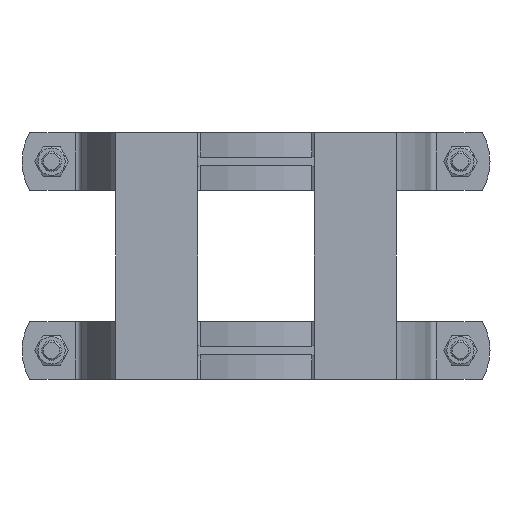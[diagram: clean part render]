
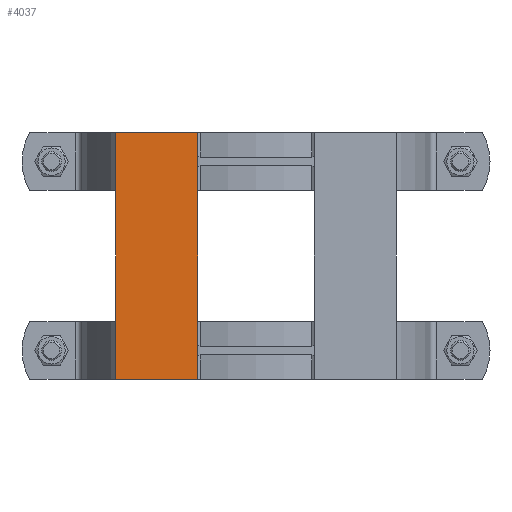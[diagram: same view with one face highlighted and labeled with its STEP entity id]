
A CAD part, left-side view. The second image highlights one B-rep face of the part: STEP entity #4037.
In plain terms, the highlighted planar face has unit normal (-1, 0, 0).
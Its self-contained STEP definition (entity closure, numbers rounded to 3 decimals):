
#966=CARTESIAN_POINT('',(-28.122,-28.122,300.0));
#967=VERTEX_POINT('',#966);
#974=CARTESIAN_POINT('',(-28.122,-28.122,0.0));
#975=VERTEX_POINT('',#974);
#976=CARTESIAN_POINT('',(-28.122,-28.122,0.0));
#977=DIRECTION('',(0.0,0.0,1.0));
#978=VECTOR('',#977,300.0);
#979=LINE('',#976,#978);
#980=EDGE_CURVE('',#975,#967,#979,.T.);
#2890=CARTESIAN_POINT('',(-28.122,71.878,300.0));
#2891=VERTEX_POINT('',#2890);
#2898=CARTESIAN_POINT('',(-28.122,-28.122,300.0));
#2899=DIRECTION('',(0.0,1.0,0.0));
#2900=VECTOR('',#2899,100.0);
#2901=LINE('',#2898,#2900);
#2902=EDGE_CURVE('',#967,#2891,#2901,.T.);
#3443=CARTESIAN_POINT('',(-28.122,71.878,0.0));
#3444=VERTEX_POINT('',#3443);
#3445=CARTESIAN_POINT('',(-28.122,-28.122,0.0));
#3446=DIRECTION('',(0.0,1.0,0.0));
#3447=VECTOR('',#3446,100.0);
#3448=LINE('',#3445,#3447);
#3449=EDGE_CURVE('',#975,#3444,#3448,.T.);
#4021=CARTESIAN_POINT('',(-28.122,-28.122,0.0));
#4022=DIRECTION('',(-1.0,0.0,0.0));
#4023=DIRECTION('',(0.0,0.0,1.0));
#4024=AXIS2_PLACEMENT_3D('',#4021,#4022,#4023);
#4025=PLANE('',#4024);
#4026=ORIENTED_EDGE('',*,*,#2902,.T.);
#4027=CARTESIAN_POINT('',(-28.122,71.878,0.0));
#4028=DIRECTION('',(0.0,0.0,1.0));
#4029=VECTOR('',#4028,300.0);
#4030=LINE('',#4027,#4029);
#4031=EDGE_CURVE('',#3444,#2891,#4030,.T.);
#4032=ORIENTED_EDGE('',*,*,#4031,.F.);
#4033=ORIENTED_EDGE('',*,*,#3449,.F.);
#4034=ORIENTED_EDGE('',*,*,#980,.T.);
#4035=EDGE_LOOP('',(#4026,#4032,#4033,#4034));
#4036=FACE_OUTER_BOUND('',#4035,.T.);
#4037=ADVANCED_FACE('',(#4036),#4025,.T.);
